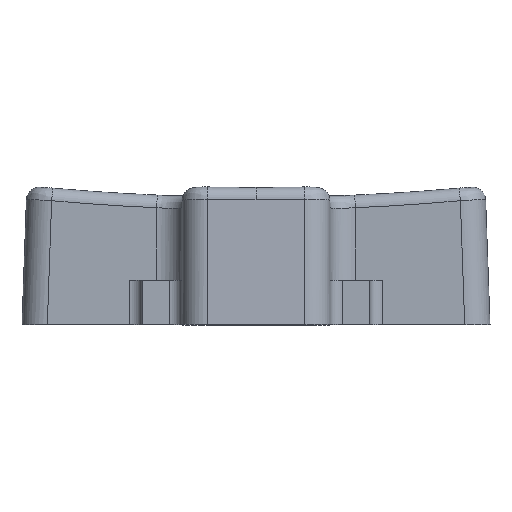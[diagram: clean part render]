
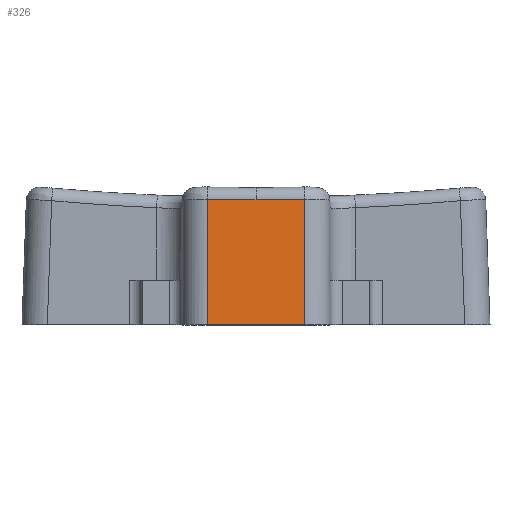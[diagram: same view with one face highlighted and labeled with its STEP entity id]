
A CAD part, top view. The second image highlights one B-rep face of the part: STEP entity #326.
In plain terms, the highlighted planar face has unit normal (0, 0.035, 0.999).
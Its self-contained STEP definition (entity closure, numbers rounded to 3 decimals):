
#28 = PLANE ( 'NONE',  #795 ) ;
#51 = VECTOR ( 'NONE', #971, 1000. ) ;
#54 = FACE_OUTER_BOUND ( 'NONE', #3845, .T. ) ;
#292 = ORIENTED_EDGE ( 'NONE', *, *, #3313, .F. ) ;
#326 = ADVANCED_FACE ( 'NONE', ( #54 ), #28, .T. ) ;
#359 = CARTESIAN_POINT ( 'NONE',  ( 1.925, 4.945, -0.423 ) ) ;
#557 = DIRECTION ( 'NONE',  ( 0., -0.035, -0.999 ) ) ;
#608 = LINE ( 'NONE', #1799, #2283 ) ;
#618 = ORIENTED_EDGE ( 'NONE', *, *, #3603, .T. ) ;
#641 = VERTEX_POINT ( 'NONE', #1419 ) ;
#795 = AXIS2_PLACEMENT_3D ( 'NONE', #950, #3008, #3049 ) ;
#893 = CARTESIAN_POINT ( 'NONE',  ( -1.925, 4.945, -0.423 ) ) ;
#908 = DIRECTION ( 'NONE',  ( 0., 0.999, -0.035 ) ) ;
#946 = CIRCLE ( 'NONE', #1062, 90.337 ) ;
#950 = CARTESIAN_POINT ( 'NONE',  ( -2.925, 0., -0.25 ) ) ;
#971 = DIRECTION ( 'NONE',  ( -1., 0., 0. ) ) ;
#1062 = AXIS2_PLACEMENT_3D ( 'NONE', #2029, #557, #1742 ) ;
#1108 = ORIENTED_EDGE ( 'NONE', *, *, #3768, .T. ) ;
#1168 = ORIENTED_EDGE ( 'NONE', *, *, #1315, .T. ) ;
#1221 = VERTEX_POINT ( 'NONE', #2612 ) ;
#1257 = ORIENTED_EDGE ( 'NONE', *, *, #2097, .T. ) ;
#1315 = EDGE_CURVE ( 'NONE', #3542, #1221, #608, .T. ) ;
#1419 = CARTESIAN_POINT ( 'NONE',  ( 1.925, 0., -0.25 ) ) ;
#1519 = CARTESIAN_POINT ( 'NONE',  ( 1.925, 0., -0.25 ) ) ;
#1568 = DIRECTION ( 'NONE',  ( 0., -0.999, 0.035 ) ) ;
#1618 = CARTESIAN_POINT ( 'NONE',  ( -2.925, 0., -0.25 ) ) ;
#1654 = CIRCLE ( 'NONE', #1850, 90.337 ) ;
#1742 = DIRECTION ( 'NONE',  ( 0., -0.999, 0.035 ) ) ;
#1798 = VECTOR ( 'NONE', #908, 1000. ) ;
#1799 = CARTESIAN_POINT ( 'NONE',  ( -1.925, 0., -0.25 ) ) ;
#1850 = AXIS2_PLACEMENT_3D ( 'NONE', #3325, #2421, #1568 ) ;
#2029 = CARTESIAN_POINT ( 'NONE',  ( 0., 95.207, -3.575 ) ) ;
#2097 = EDGE_CURVE ( 'NONE', #3085, #3720, #1654, .T. ) ;
#2108 = DIRECTION ( 'NONE',  ( 0., -0.999, 0.035 ) ) ;
#2283 = VECTOR ( 'NONE', #2108, 1000. ) ;
#2402 = CARTESIAN_POINT ( 'NONE',  ( 0., 4.925, -0.422 ) ) ;
#2421 = DIRECTION ( 'NONE',  ( 0., -0.035, -0.999 ) ) ;
#2511 = LINE ( 'NONE', #1618, #51 ) ;
#2612 = CARTESIAN_POINT ( 'NONE',  ( -1.925, 0., -0.25 ) ) ;
#3008 = DIRECTION ( 'NONE',  ( 0., 0.035, 0.999 ) ) ;
#3049 = DIRECTION ( 'NONE',  ( 0., -0.999, 0.035 ) ) ;
#3085 = VERTEX_POINT ( 'NONE', #359 ) ;
#3313 = EDGE_CURVE ( 'NONE', #641, #1221, #2511, .T. ) ;
#3325 = CARTESIAN_POINT ( 'NONE',  ( 0., 95.207, -3.575 ) ) ;
#3331 = LINE ( 'NONE', #1519, #1798 ) ;
#3542 = VERTEX_POINT ( 'NONE', #893 ) ;
#3603 = EDGE_CURVE ( 'NONE', #641, #3085, #3331, .T. ) ;
#3720 = VERTEX_POINT ( 'NONE', #2402 ) ;
#3768 = EDGE_CURVE ( 'NONE', #3720, #3542, #946, .T. ) ;
#3845 = EDGE_LOOP ( 'NONE', ( #618, #1257, #1108, #1168, #292 ) ) ;
